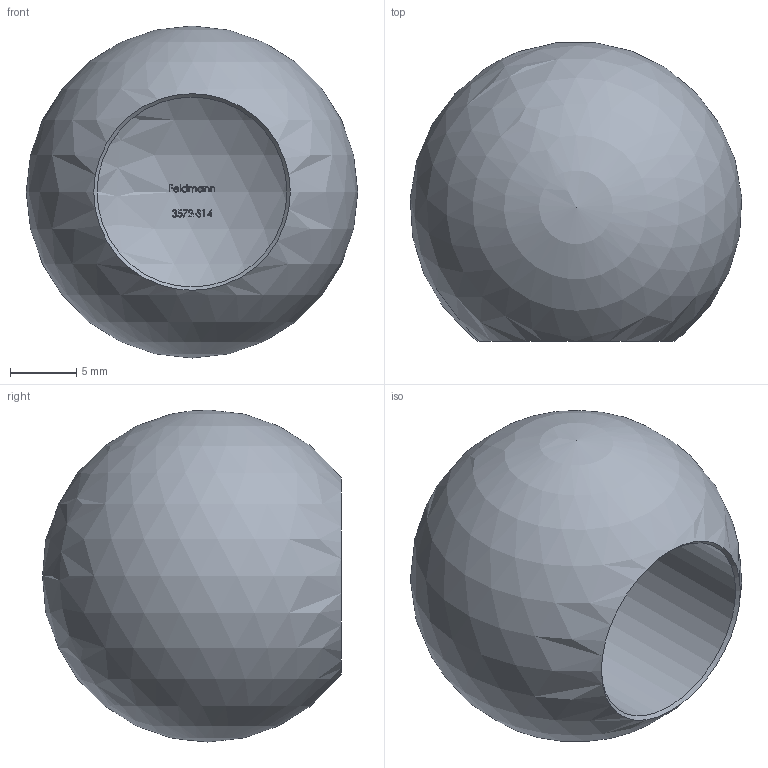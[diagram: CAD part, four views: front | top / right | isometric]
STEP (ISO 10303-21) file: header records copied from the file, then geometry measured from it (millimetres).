
FILE_DESCRIPTION (( 'STEP AP203' ), '1' );
FILE_NAME ('3572-S14.step', '2020-02-03T15:35:46', ( '' ), ( '' ), 'SwSTEP 2.0', 'SolidWorks 2015', '' );
FILE_SCHEMA (( 'CONFIG_CONTROL_DESIGN' ));
Length unit declared in the file: millimetre
Products named in the file (2): 3572-S14
Bounding box: 24.96 x 22.49 x 25 mm (x, y, z)
Volume: 5454 mm3; surface area: 2435.7 mm2
Topology: 1 solids, 17 shells, 231 faces, 581 edges, 387 vertices
Faces by surface type: plane 100, bspline 91, cone 38, cylinder 1, sphere 1
Full cylindrical faces by diameter (mm): 14.3 x1
Entity records: 10465 total; most frequent: CARTESIAN_POINT 5904, ORIENTED_EDGE 1152, EDGE_CURVE 576, DIRECTION 471, VERTEX_POINT 385, B_SPLINE_CURVE_WITH_KNOTS 360, EDGE_LOOP 237, FACE_OUTER_BOUND 216
